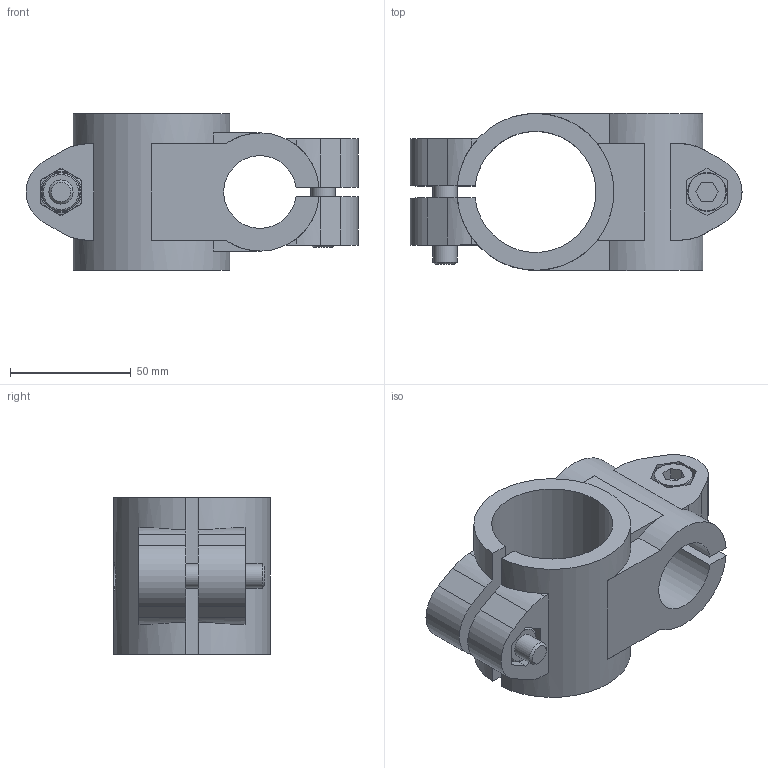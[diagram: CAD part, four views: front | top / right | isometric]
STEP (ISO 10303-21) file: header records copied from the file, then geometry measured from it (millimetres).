
FILE_DESCRIPTION( ( 'STEP AP214' ), '1' );
FILE_NAME( 'K0472.55030.stp', '2020-12-08T09:30:54', ( '' ), ( '' ), ' ', 'PARTsolutions', ' ' );
FILE_SCHEMA( ( 'AUTOMOTIVE_DESIGN { 1 0 10303 214 1 1 1 1 }' ) );
Length unit declared in the file: millimetre
Products named in the file (1): _K0472.55030
Bounding box: 137.6 x 65 x 65 mm (x, y, z)
Volume: 200677.4 mm3; surface area: 53991.1 mm2
Topology: 1 solids, 1 shells, 162 faces, 436 edges, 288 vertices
Faces by surface type: plane 98, cylinder 42, cone 16, torus 6
Full cylindrical faces by diameter (mm): 10 x4, 10.5 x4, 15 x1, 15.6 x2, 15.9 x1, 15.998 x1
Entity records: 6425 total; most frequent: CARTESIAN_POINT 1133, DIRECTION 809, ORIENTED_EDGE 808, EDGE_CURVE 404, AXIS2_PLACEMENT_3D 287, VERTEX_POINT 279, LINE 235, VECTOR 235
